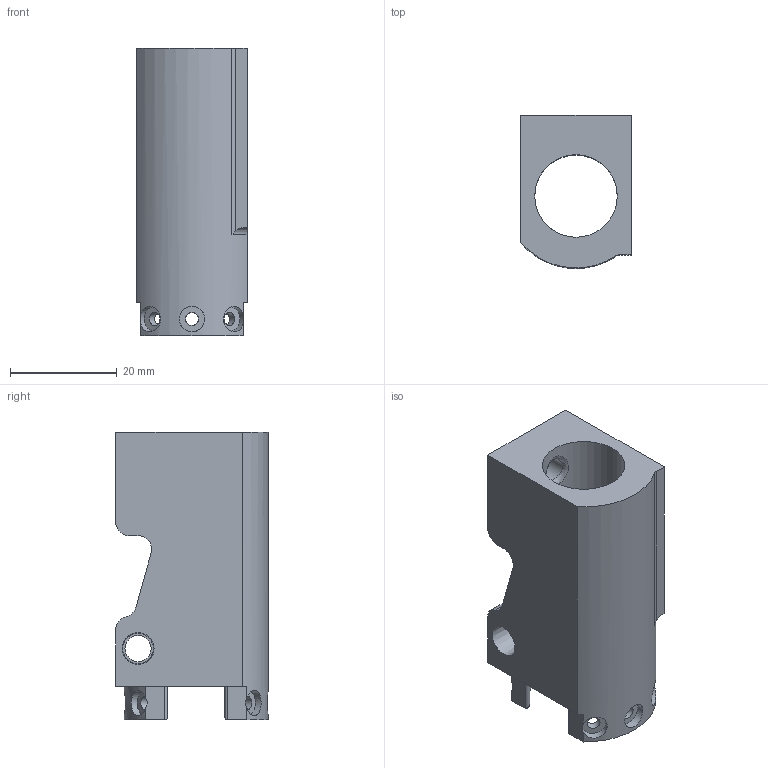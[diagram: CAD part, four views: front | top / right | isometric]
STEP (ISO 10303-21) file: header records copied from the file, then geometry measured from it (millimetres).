
FILE_DESCRIPTION(/* description */ (''),/* implementation_level */ '2;1');
FILE_NAME(/* name */ 'Landing Gear Lever Track v0.step',/* time_stamp */ '2021-04-23T10:21:33+10:00',/* author */ (''),/* organization */ (''),/* preprocessor_version */ 'ST-DEVELOPER v18.1',/* originating_system */ 'Autodesk Translation Framework v10.6.0.1341',/* authorisation */ '');
FILE_SCHEMA (('AUTOMOTIVE_DESIGN { 1 0 10303 214 3 1 1 }'));
Length unit declared in the file: inch
Products named in the file (1): Landing Gear Lever Track
Bounding box: 20.7 x 28.64 x 54.04 mm (x, y, z)
Volume: 16191.8 mm3; surface area: 8752.4 mm2
Topology: 1 solids, 1 shells, 75 faces, 200 edges, 132 vertices
Faces by surface type: cylinder 31, plane 28, bspline 8, cone 6, torus 2
Full cylindrical faces by diameter (mm): 1.321 x2, 2.438 x6, 4.762 x6, 4.915 x1, 5 x1, 15.494 x1
Entity records: 3940 total; most frequent: CARTESIAN_POINT 2032, ORIENTED_EDGE 396, DIRECTION 369, EDGE_CURVE 198, AXIS2_PLACEMENT_3D 143, VERTEX_POINT 132, EDGE_LOOP 100, LINE 83
